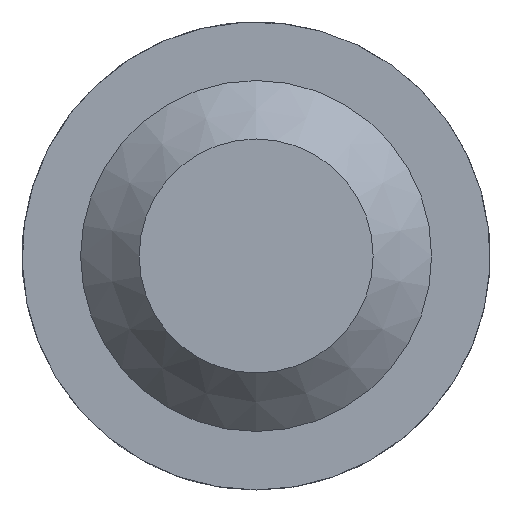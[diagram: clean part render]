
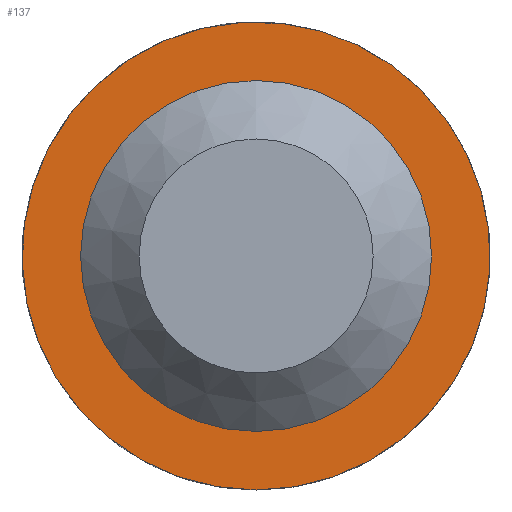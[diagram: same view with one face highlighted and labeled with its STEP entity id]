
A CAD part, front view. The second image highlights one B-rep face of the part: STEP entity #137.
In plain terms, the highlighted planar face has unit normal (0, -1, 0).
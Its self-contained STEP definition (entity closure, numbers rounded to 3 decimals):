
#99=PLANE('',#279);
#137=ADVANCED_FACE('',(#155,#156),#99,.T.);
#155=FACE_BOUND('',#171,.T.);
#156=FACE_BOUND('',#172,.T.);
#171=EDGE_LOOP('',(#199));
#172=EDGE_LOOP('',(#200));
#199=ORIENTED_EDGE('',*,*,#232,.T.);
#200=ORIENTED_EDGE('',*,*,#234,.T.);
#217=VERTEX_POINT('',#342);
#219=VERTEX_POINT('',#347);
#232=EDGE_CURVE('',#217,#217,#251,.T.);
#234=EDGE_CURVE('',#219,#219,#253,.T.);
#251=CIRCLE('',#264,1.5);
#253=CIRCLE('',#267,2.);
#264=AXIS2_PLACEMENT_3D('',#341,#291,#292);
#267=AXIS2_PLACEMENT_3D('',#346,#297,#298);
#279=AXIS2_PLACEMENT_3D('',#420,#325,#326);
#291=DIRECTION('',(0.,1.,0.));
#292=DIRECTION('',(0.,0.,-1.));
#297=DIRECTION('',(0.,-1.,0.));
#298=DIRECTION('',(0.,0.,-1.));
#325=DIRECTION('',(0.,-1.,0.));
#326=DIRECTION('',(0.,0.,1.));
#341=CARTESIAN_POINT('',(0.,9.2,0.));
#342=CARTESIAN_POINT('',(0.,9.2,-1.5));
#346=CARTESIAN_POINT('',(0.,9.2,0.));
#347=CARTESIAN_POINT('',(0.,9.2,-2.));
#420=CARTESIAN_POINT('',(1.2,9.2,0.));
